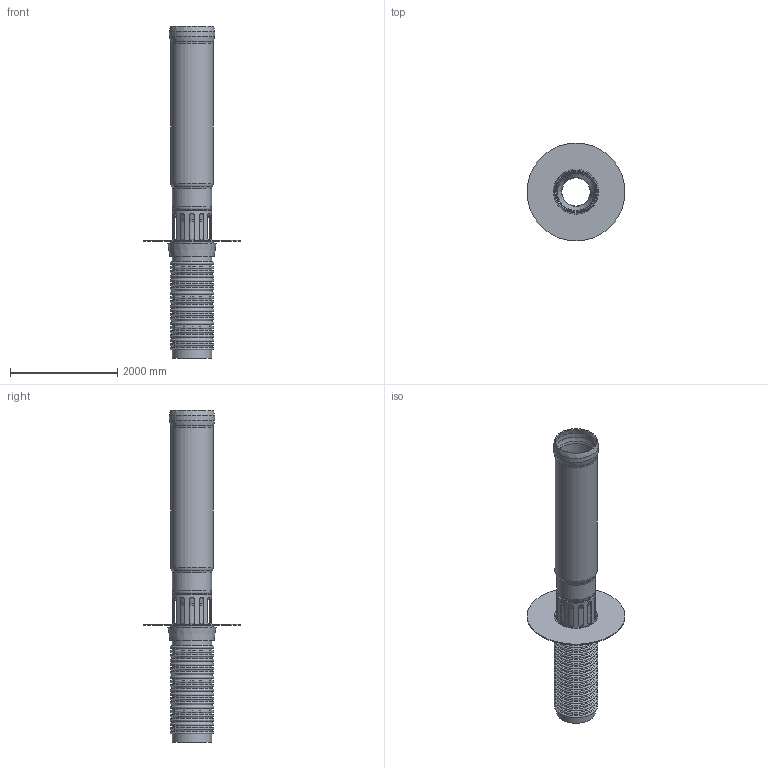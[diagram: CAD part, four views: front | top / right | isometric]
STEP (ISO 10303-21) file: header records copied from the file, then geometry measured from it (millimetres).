
FILE_DESCRIPTION(/* description */ (''),/* implementation_level */ '2;1');
FILE_NAME(/* name */ '16713.070X_3D.stp',/* time_stamp */ '2024-12-12T07:37:21+01:00',/* author */ ('CAD'),/* organization */ (''),/* preprocessor_version */ 'ST-DEVELOPER v20',/* originating_system */ 'AutoCAD Mechanical',/* authorisation */ '');
FILE_SCHEMA (('AUTOMOTIVE_DESIGN { 1 0 10303 214 3 1 1 }'));
Length unit declared in the file: centimetre
Products named in the file (2): Product; *S0
Assembly tree (1 placements, depth 2):
  Product
    *S0
Bounding box: 1830 x 1830 x 6200 mm (x, y, z)
Volume: 431323551.3 mm3; surface area: 47341009.5 mm2
Topology: 5 solids, 5 shells, 136 faces, 339 edges, 210 vertices
Faces by surface type: torus 55, cylinder 37, plane 33, cone 7, bspline 4
Full cylindrical faces by diameter (mm): 528 x1, 560 x1, 698 x2, 730 x4, 760 x1, 792 x1, 810 x1, 842 x1, 1830 x1
Entity records: 5763 total; most frequent: CARTESIAN_POINT 2380, DIRECTION 726, ORIENTED_EDGE 678, EDGE_CURVE 339, AXIS2_PLACEMENT_3D 304, VERTEX_POINT 210, CIRCLE 169, EDGE_LOOP 167
